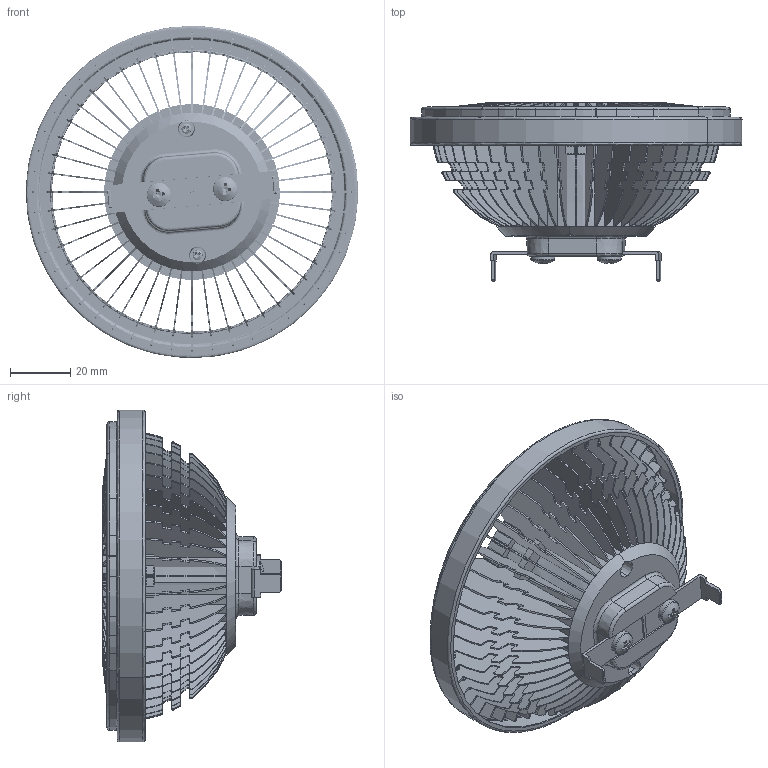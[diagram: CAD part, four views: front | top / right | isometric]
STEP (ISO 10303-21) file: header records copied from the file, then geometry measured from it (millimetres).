
FILE_DESCRIPTION (( 'STEP AP203' ), '1' );
FILE_NAME ('QR111_z_igs_zDyfuzorem+driver_rs3.STEP', '2023-06-02T06:43:47', ( '' ), ( '' ), 'SwSTEP 2.0', 'SolidWorks 2017', '' );
FILE_SCHEMA (( 'CONFIG_CONTROL_DESIGN' ));
Length unit declared in the file: millimetre
Products named in the file (1): QR111_z_igs_zDyfuzorem+driver_rs3
Bounding box: 109.9 x 59.22 x 109.9 mm (x, y, z)
Surface area: 129780.1 mm2 (no closed solid volume)
Topology: 0 solids, 76 shells, 6053 faces, 17562 edges, 11672 vertices
Faces by surface type: cylinder 3253, plane 2609, cone 92, bspline 89, torus 10
Entity records: 230110 total; most frequent: CARTESIAN_POINT 69542, ORIENTED_EDGE 35064, DIRECTION 33296, EDGE_CURVE 17553, AXIS2_PLACEMENT_3D 11904, VERTEX_POINT 11672, LINE 9488, VECTOR 9488
